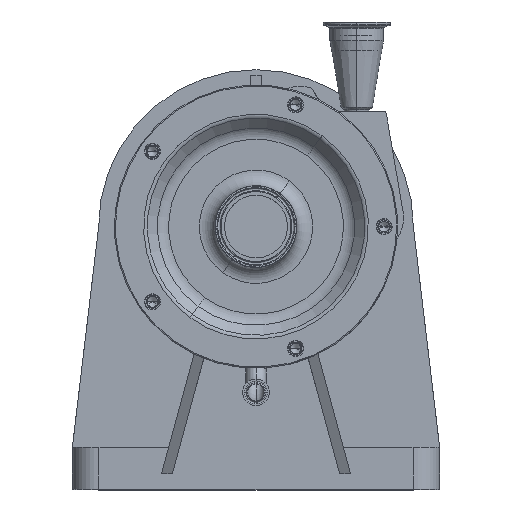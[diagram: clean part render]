
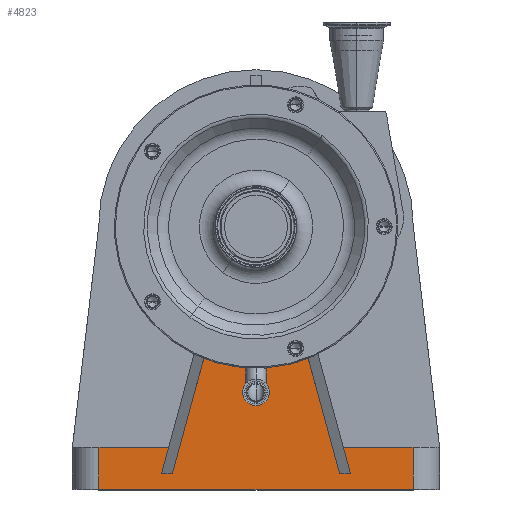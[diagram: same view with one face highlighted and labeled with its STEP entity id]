
A CAD part, top view. The second image highlights one B-rep face of the part: STEP entity #4823.
In plain terms, the highlighted planar face has unit normal (0, 0, 1).
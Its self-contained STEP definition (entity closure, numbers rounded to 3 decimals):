
#36 = CARTESIAN_POINT ( 'NONE',  ( 79.637, 15., -80. ) ) ;
#46 = LINE ( 'NONE', #7450, #5620 ) ;
#233 = VERTEX_POINT ( 'NONE', #5886 ) ;
#319 = ORIENTED_EDGE ( 'NONE', *, *, #8349, .T. ) ;
#339 = FACE_OUTER_BOUND ( 'NONE', #917, .T. ) ;
#342 = CARTESIAN_POINT ( 'NONE',  ( 149.6, 40., -80. ) ) ;
#353 = VECTOR ( 'NONE', #2405, 1000. ) ;
#537 = EDGE_CURVE ( 'NONE', #6666, #10726, #1706, .T. ) ;
#583 = PLANE ( 'NONE',  #9180 ) ;
#619 = DIRECTION ( 'NONE',  ( 0., -1., 0. ) ) ;
#768 = CARTESIAN_POINT ( 'NONE',  ( 90., 15., -80. ) ) ;
#917 = EDGE_LOOP ( 'NONE', ( #319, #5930, #10709, #3721, #1838, #5073, #2441, #7094, #10399, #10425, #8780, #3748 ) ) ;
#1124 = VECTOR ( 'NONE', #9854, 1000. ) ;
#1456 = CIRCLE ( 'NONE', #9394, 100. ) ;
#1457 = CARTESIAN_POINT ( 'NONE',  ( -90., 15., -80. ) ) ;
#1661 = LINE ( 'NONE', #9016, #1124 ) ;
#1706 = LINE ( 'NONE', #2578, #8097 ) ;
#1746 = CARTESIAN_POINT ( 'NONE',  ( -79.637, 15., -80. ) ) ;
#1838 = ORIENTED_EDGE ( 'NONE', *, *, #8292, .T. ) ;
#1875 = DIRECTION ( 'NONE',  ( 1., 0., 0. ) ) ;
#1982 = CARTESIAN_POINT ( 'NONE',  ( 0., 15., -80. ) ) ;
#2054 = CARTESIAN_POINT ( 'NONE',  ( -149.6, 40., -80. ) ) ;
#2089 = EDGE_CURVE ( 'NONE', #7369, #233, #3145, .T. ) ;
#2090 = VERTEX_POINT ( 'NONE', #7683 ) ;
#2244 = CARTESIAN_POINT ( 'NONE',  ( 80.35, 12.377, -80. ) ) ;
#2384 = CARTESIAN_POINT ( 'NONE',  ( -40.6, 158.613, -80. ) ) ;
#2405 = DIRECTION ( 'NONE',  ( 0., -1., 0. ) ) ;
#2441 = ORIENTED_EDGE ( 'NONE', *, *, #4468, .F. ) ;
#2578 = CARTESIAN_POINT ( 'NONE',  ( 149.6, 40., -80. ) ) ;
#2693 = DIRECTION ( 'NONE',  ( -1., 0., 0. ) ) ;
#2909 = VERTEX_POINT ( 'NONE', #768 ) ;
#3020 = VERTEX_POINT ( 'NONE', #2384 ) ;
#3145 = LINE ( 'NONE', #2244, #9454 ) ;
#3304 = CARTESIAN_POINT ( 'NONE',  ( -83.204, 40., -80. ) ) ;
#3420 = LINE ( 'NONE', #3485, #353 ) ;
#3485 = CARTESIAN_POINT ( 'NONE',  ( -149.6, 40., -80. ) ) ;
#3554 = VECTOR ( 'NONE', #9116, 1000. ) ;
#3594 = CARTESIAN_POINT ( 'NONE',  ( 0., 250., -80. ) ) ;
#3721 = ORIENTED_EDGE ( 'NONE', *, *, #537, .F. ) ;
#3748 = ORIENTED_EDGE ( 'NONE', *, *, #5864, .T. ) ;
#3775 = CARTESIAN_POINT ( 'NONE',  ( 149.6, 0., -80. ) ) ;
#3887 = VECTOR ( 'NONE', #5440, 1000. ) ;
#4034 = CARTESIAN_POINT ( 'NONE',  ( 149.6, 40., -80. ) ) ;
#4042 = VERTEX_POINT ( 'NONE', #1746 ) ;
#4303 = VERTEX_POINT ( 'NONE', #1457 ) ;
#4449 = LINE ( 'NONE', #10778, #7279 ) ;
#4468 = EDGE_CURVE ( 'NONE', #11534, #6451, #10887, .T. ) ;
#4570 = LINE ( 'NONE', #3775, #9847 ) ;
#4823 = ADVANCED_FACE ( 'NONE', ( #339 ), #583, .F. ) ;
#4900 = EDGE_CURVE ( 'NONE', #4303, #4042, #7614, .T. ) ;
#4930 = CARTESIAN_POINT ( 'NONE',  ( -149.6, 0., -80. ) ) ;
#5073 = ORIENTED_EDGE ( 'NONE', *, *, #8427, .T. ) ;
#5150 = CARTESIAN_POINT ( 'NONE',  ( 149.6, 40., -80. ) ) ;
#5440 = DIRECTION ( 'NONE',  ( 1., 0., 0. ) ) ;
#5499 = DIRECTION ( 'NONE',  ( 0.262, -0.965, 0. ) ) ;
#5620 = VECTOR ( 'NONE', #5499, 1000. ) ;
#5647 = CARTESIAN_POINT ( 'NONE',  ( -90., 15., -80. ) ) ;
#5858 = EDGE_CURVE ( 'NONE', #4303, #10726, #4449, .T. ) ;
#5864 = EDGE_CURVE ( 'NONE', #233, #3020, #1456, .T. ) ;
#5886 = CARTESIAN_POINT ( 'NONE',  ( 40.6, 158.613, -80. ) ) ;
#5924 = DIRECTION ( 'NONE',  ( -0.262, 0.965, 0. ) ) ;
#5930 = ORIENTED_EDGE ( 'NONE', *, *, #4900, .F. ) ;
#6451 = VERTEX_POINT ( 'NONE', #9171 ) ;
#6536 = EDGE_CURVE ( 'NONE', #2090, #11534, #11809, .T. ) ;
#6666 = VERTEX_POINT ( 'NONE', #2054 ) ;
#6813 = EDGE_CURVE ( 'NONE', #7369, #2909, #8302, .T. ) ;
#6850 = EDGE_CURVE ( 'NONE', #2090, #2909, #46, .T. ) ;
#6893 = DIRECTION ( 'NONE',  ( 0., 0., -1. ) ) ;
#7094 = ORIENTED_EDGE ( 'NONE', *, *, #6536, .F. ) ;
#7279 = VECTOR ( 'NONE', #11940, 1000. ) ;
#7295 = DIRECTION ( 'NONE',  ( 0., 0., -1. ) ) ;
#7304 = DIRECTION ( 'NONE',  ( 1., 0., 0. ) ) ;
#7369 = VERTEX_POINT ( 'NONE', #36 ) ;
#7450 = CARTESIAN_POINT ( 'NONE',  ( 87.773, 23.194, -80. ) ) ;
#7614 = LINE ( 'NONE', #5647, #10345 ) ;
#7683 = CARTESIAN_POINT ( 'NONE',  ( 83.204, 40., -80. ) ) ;
#7753 = DIRECTION ( 'NONE',  ( -1., 0., 0. ) ) ;
#8038 = CARTESIAN_POINT ( 'NONE',  ( 149.6, 40., -80. ) ) ;
#8097 = VECTOR ( 'NONE', #1875, 1000. ) ;
#8292 = EDGE_CURVE ( 'NONE', #6666, #9169, #3420, .T. ) ;
#8302 = LINE ( 'NONE', #1982, #3887 ) ;
#8349 = EDGE_CURVE ( 'NONE', #3020, #4042, #1661, .T. ) ;
#8427 = EDGE_CURVE ( 'NONE', #9169, #6451, #4570, .T. ) ;
#8780 = ORIENTED_EDGE ( 'NONE', *, *, #2089, .T. ) ;
#9016 = CARTESIAN_POINT ( 'NONE',  ( -40.6, 158.613, -80. ) ) ;
#9116 = DIRECTION ( 'NONE',  ( 1., 0., 0. ) ) ;
#9169 = VERTEX_POINT ( 'NONE', #4930 ) ;
#9171 = CARTESIAN_POINT ( 'NONE',  ( 149.6, 0., -80. ) ) ;
#9180 = AXIS2_PLACEMENT_3D ( 'NONE', #4034, #6893, #7753 ) ;
#9338 = VECTOR ( 'NONE', #619, 1000. ) ;
#9394 = AXIS2_PLACEMENT_3D ( 'NONE', #3594, #7295, #2693 ) ;
#9454 = VECTOR ( 'NONE', #5924, 1000. ) ;
#9847 = VECTOR ( 'NONE', #7304, 1000. ) ;
#9854 = DIRECTION ( 'NONE',  ( -0.262, -0.965, 0. ) ) ;
#10345 = VECTOR ( 'NONE', #10408, 1000. ) ;
#10399 = ORIENTED_EDGE ( 'NONE', *, *, #6850, .T. ) ;
#10408 = DIRECTION ( 'NONE',  ( 1., 0., 0. ) ) ;
#10425 = ORIENTED_EDGE ( 'NONE', *, *, #6813, .F. ) ;
#10709 = ORIENTED_EDGE ( 'NONE', *, *, #5858, .T. ) ;
#10726 = VERTEX_POINT ( 'NONE', #3304 ) ;
#10778 = CARTESIAN_POINT ( 'NONE',  ( -67.186, 98.928, -80. ) ) ;
#10887 = LINE ( 'NONE', #5150, #9338 ) ;
#11534 = VERTEX_POINT ( 'NONE', #342 ) ;
#11809 = LINE ( 'NONE', #8038, #3554 ) ;
#11940 = DIRECTION ( 'NONE',  ( 0.262, 0.965, 0. ) ) ;
